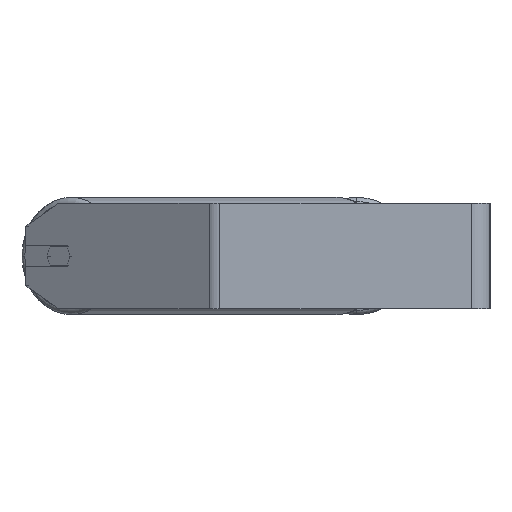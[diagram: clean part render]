
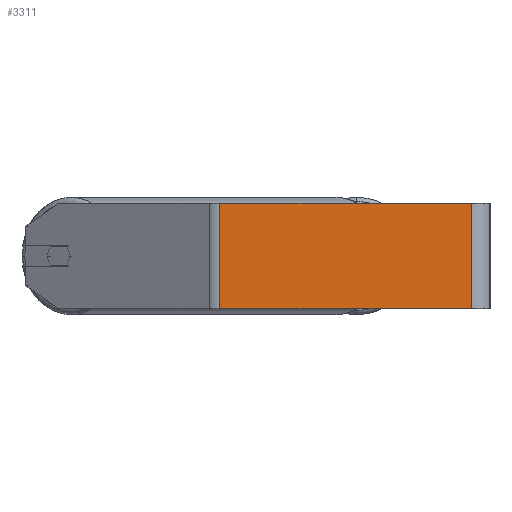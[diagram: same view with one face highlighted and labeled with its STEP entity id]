
A CAD part, left-side view. The second image highlights one B-rep face of the part: STEP entity #3311.
In plain terms, the highlighted planar face has unit normal (-1, 0, 0).
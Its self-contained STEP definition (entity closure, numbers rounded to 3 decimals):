
#188 = DIRECTION ( 'NONE',  ( 1., 0., 0. ) ) ;
#648 = EDGE_CURVE ( 'NONE', #7737, #6637, #7429, .T. ) ;
#799 = PLANE ( 'NONE',  #3536 ) ;
#837 = CARTESIAN_POINT ( 'NONE',  ( -605., 209.345, 40. ) ) ;
#1365 = CARTESIAN_POINT ( 'NONE',  ( -605., 14., 40. ) ) ;
#1545 = VECTOR ( 'NONE', #4922, 1000. ) ;
#1547 = EDGE_CURVE ( 'NONE', #6207, #2235, #7015, .T. ) ;
#1718 = ORIENTED_EDGE ( 'NONE', *, *, #1547, .T. ) ;
#1985 = LINE ( 'NONE', #4681, #3253 ) ;
#2134 = VECTOR ( 'NONE', #3393, 1000. ) ;
#2200 = EDGE_LOOP ( 'NONE', ( #7409, #5232, #2389, #1718 ) ) ;
#2235 = VERTEX_POINT ( 'NONE', #4848 ) ;
#2269 = CARTESIAN_POINT ( 'NONE',  ( -605., 204.931, 40. ) ) ;
#2389 = ORIENTED_EDGE ( 'NONE', *, *, #4321, .F. ) ;
#2591 = DIRECTION ( 'NONE',  ( 0., -1., 0. ) ) ;
#2883 = DIRECTION ( 'NONE',  ( 0., 0., -1. ) ) ;
#3170 = CARTESIAN_POINT ( 'NONE',  ( -605., 14., -40. ) ) ;
#3253 = VECTOR ( 'NONE', #4019, 1000. ) ;
#3311 = ADVANCED_FACE ( 'NONE', ( #6868 ), #799, .F. ) ;
#3393 = DIRECTION ( 'NONE',  ( 0., 0., -1. ) ) ;
#3536 = AXIS2_PLACEMENT_3D ( 'NONE', #837, #188, #2883 ) ;
#3599 = EDGE_CURVE ( 'NONE', #2235, #6637, #1985, .T. ) ;
#3948 = CARTESIAN_POINT ( 'NONE',  ( -605., 209.345, 40. ) ) ;
#4019 = DIRECTION ( 'NONE',  ( 0., -1., 0. ) ) ;
#4321 = EDGE_CURVE ( 'NONE', #6207, #7737, #4526, .T. ) ;
#4377 = CARTESIAN_POINT ( 'NONE',  ( -605., 204.931, 40. ) ) ;
#4526 = LINE ( 'NONE', #3948, #6524 ) ;
#4681 = CARTESIAN_POINT ( 'NONE',  ( -605., 209.345, -40. ) ) ;
#4848 = CARTESIAN_POINT ( 'NONE',  ( -605., 204.931, -40. ) ) ;
#4922 = DIRECTION ( 'NONE',  ( 0., 0., -1. ) ) ;
#5232 = ORIENTED_EDGE ( 'NONE', *, *, #648, .F. ) ;
#6207 = VERTEX_POINT ( 'NONE', #4377 ) ;
#6524 = VECTOR ( 'NONE', #2591, 1000. ) ;
#6637 = VERTEX_POINT ( 'NONE', #3170 ) ;
#6868 = FACE_OUTER_BOUND ( 'NONE', #2200, .T. ) ;
#7002 = CARTESIAN_POINT ( 'NONE',  ( -605., 14., 40. ) ) ;
#7015 = LINE ( 'NONE', #2269, #1545 ) ;
#7409 = ORIENTED_EDGE ( 'NONE', *, *, #3599, .T. ) ;
#7429 = LINE ( 'NONE', #1365, #2134 ) ;
#7737 = VERTEX_POINT ( 'NONE', #7002 ) ;
